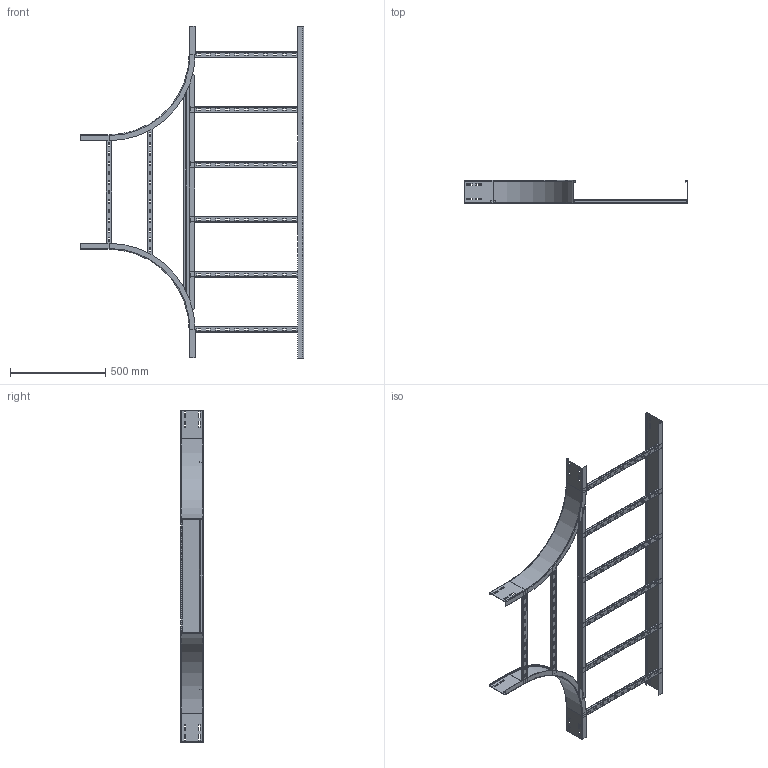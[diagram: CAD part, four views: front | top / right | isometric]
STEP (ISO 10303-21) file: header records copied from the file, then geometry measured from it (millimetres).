
FILE_DESCRIPTION(/* description */ (''),/* implementation_level */ '2;1');
FILE_NAME(/* name */ 'TDC600H120N.stp',/* time_stamp */ '2020-05-19T09:34:36+02:00',/* author */ ('NB06DT_User'),/* organization */ (''),/* preprocessor_version */ 'ST-DEVELOPER v18.1',/* originating_system */ 'Autodesk Inventor 2021',/* authorisation */ '');
FILE_SCHEMA (('AUTOMOTIVE_DESIGN { 1 0 10303 214 3 1 1 }'));
Length unit declared in the file: millimetre
Products named in the file (6): TDC600H45N; LDC...H45N wewnętrzny; H120N 600; szczebel 30x15x590; szczebel 30x15x690; szczebel trójnika drabinki 600
Assembly tree (12 placements, depth 2):
  TDC600H45N
    LDC...H45N wewnętrzny  x2
    H120N 600
    szczebel 30x15x590  x7
    szczebel 30x15x690
    szczebel trójnika drabinki 600
Bounding box: 1170 x 120 x 1740 mm (x, y, z)
Volume: 1731347.6 mm3; surface area: 2036192.8 mm2
Topology: 12 solids, 12 shells, 948 faces, 2380 edges, 1456 vertices
Faces by surface type: plane 814, cylinder 118, torus 12, bspline 4
Full cylindrical faces by diameter (mm): 3 x4
Entity records: 11169 total; most frequent: CARTESIAN_POINT 1988, ORIENTED_EDGE 1836, DIRECTION 1782, EDGE_CURVE 918, LINE 802, VECTOR 802, VERTEX_POINT 560, AXIS2_PLACEMENT_3D 490
